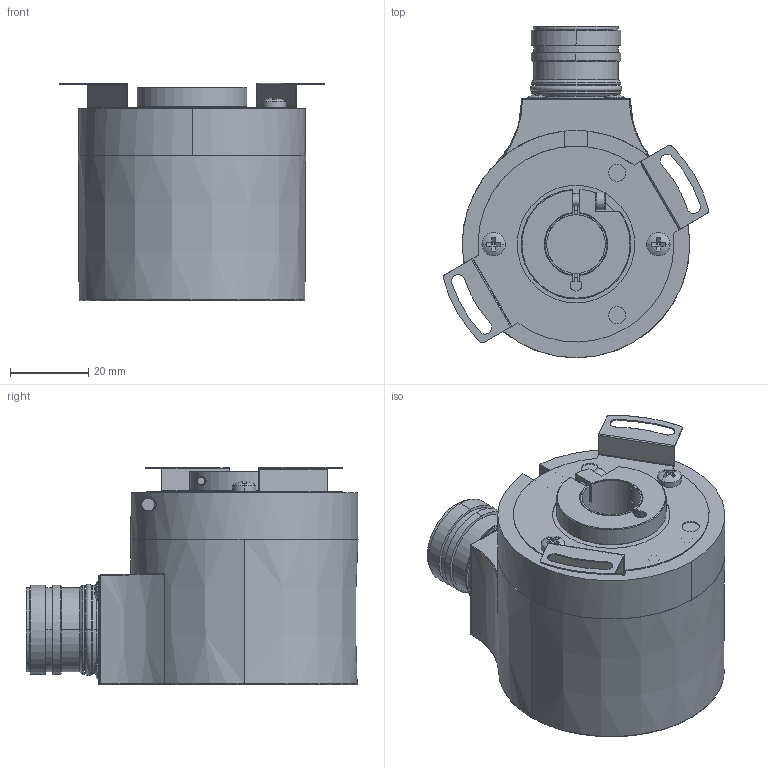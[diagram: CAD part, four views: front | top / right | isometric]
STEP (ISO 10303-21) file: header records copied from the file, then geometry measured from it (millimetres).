
FILE_DESCRIPTION((''),'2;1');
FILE_NAME('0000184275','2014-09-12T',('lika51'),(''),'PRO/ENGINEER BY PARAMETRIC TECHNOLOGY CORPORATION, 2010180','PRO/ENGINEER BY PARAMETRIC TECHNOLOGY CORPORATION, 2010180','');
FILE_SCHEMA(('CONFIG_CONTROL_DESIGN'));
Length unit declared in the file: millimetre
Products named in the file (1): 0000184275
Bounding box: 67.78 x 84.74 x 55.5 mm (x, y, z)
Volume: 56608.8 mm3; surface area: 40587.2 mm2
Topology: 6 solids, 33 shells, 974 faces, 2305 edges, 1422 vertices
Faces by surface type: plane 401, cylinder 342, cone 142, torus 39, bspline 34, sphere 16
Entity records: 29404 total; most frequent: CARTESIAN_POINT 6612, DIRECTION 5039, ORIENTED_EDGE 4514, EDGE_CURVE 2283, AXIS2_PLACEMENT_3D 1982, VERTEX_POINT 1422, EDGE_LOOP 1089, VECTOR 1075
